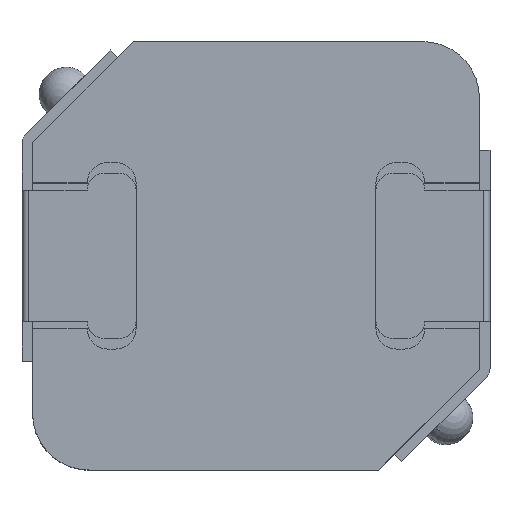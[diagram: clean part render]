
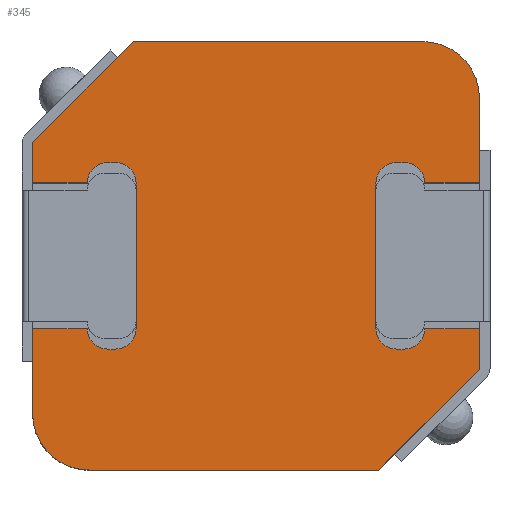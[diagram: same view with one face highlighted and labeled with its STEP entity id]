
A CAD part, top view. The second image highlights one B-rep face of the part: STEP entity #345.
In plain terms, the highlighted planar face has unit normal (0, 0, 1).
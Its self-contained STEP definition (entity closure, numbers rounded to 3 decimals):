
#43 = VERTEX_POINT('',#44);
#44 = CARTESIAN_POINT('',(3.39,2.39,3.));
#50 = EDGE_CURVE('',#43,#51,#53,.T.);
#51 = VERTEX_POINT('',#52);
#52 = CARTESIAN_POINT('',(2.53,3.25,3.));
#53 = CIRCLE('',#54,0.86);
#54 = AXIS2_PLACEMENT_3D('',#55,#56,#57);
#55 = CARTESIAN_POINT('',(2.53,2.39,3.));
#56 = DIRECTION('',(0.,0.,1.));
#57 = DIRECTION('',(1.,0.,0.));
#82 = EDGE_CURVE('',#43,#83,#85,.T.);
#83 = VERTEX_POINT('',#84);
#84 = CARTESIAN_POINT('',(3.39,1.105,3.));
#85 = LINE('',#86,#87);
#86 = CARTESIAN_POINT('',(3.39,2.39,3.));
#87 = VECTOR('',#88,1.);
#88 = DIRECTION('',(0.,-1.,0.));
#107 = VERTEX_POINT('',#108);
#108 = CARTESIAN_POINT('',(3.39,-1.105,3.));
#114 = EDGE_CURVE('',#107,#115,#117,.T.);
#115 = VERTEX_POINT('',#116);
#116 = CARTESIAN_POINT('',(3.39,-1.72,3.));
#117 = LINE('',#118,#119);
#118 = CARTESIAN_POINT('',(3.39,2.39,3.));
#119 = VECTOR('',#120,1.);
#120 = DIRECTION('',(0.,-1.,0.));
#178 = EDGE_CURVE('',#51,#179,#181,.T.);
#179 = VERTEX_POINT('',#180);
#180 = CARTESIAN_POINT('',(-1.86,3.25,3.));
#181 = LINE('',#182,#183);
#182 = CARTESIAN_POINT('',(2.53,3.25,3.));
#183 = VECTOR('',#184,1.);
#184 = DIRECTION('',(-1.,0.,0.));
#345 = ADVANCED_FACE('',(#346),#549,.F.);
#346 = FACE_BOUND('',#347,.F.);
#347 = EDGE_LOOP('',(#348,#349,#350,#358,#367,#375,#384,#392,#401,#409,
    #418,#424,#425,#433,#441,#450,#458,#466,#475,#483,#492,#500,#509,
    #517,#526,#534,#542,#548));
#348 = ORIENTED_EDGE('',*,*,#50,.F.);
#349 = ORIENTED_EDGE('',*,*,#82,.T.);
#350 = ORIENTED_EDGE('',*,*,#351,.F.);
#351 = EDGE_CURVE('',#352,#83,#354,.T.);
#352 = VERTEX_POINT('',#353);
#353 = CARTESIAN_POINT('',(2.56,1.105,3.));
#354 = LINE('',#355,#356);
#355 = CARTESIAN_POINT('',(2.56,1.105,3.));
#356 = VECTOR('',#357,1.);
#357 = DIRECTION('',(1.,0.,0.));
#358 = ORIENTED_EDGE('',*,*,#359,.T.);
#359 = EDGE_CURVE('',#352,#360,#362,.T.);
#360 = VERTEX_POINT('',#361);
#361 = CARTESIAN_POINT('',(2.25,1.415,3.));
#362 = CIRCLE('',#363,0.31);
#363 = AXIS2_PLACEMENT_3D('',#364,#365,#366);
#364 = CARTESIAN_POINT('',(2.25,1.105,3.));
#365 = DIRECTION('',(0.,0.,1.));
#366 = DIRECTION('',(1.,0.,0.));
#367 = ORIENTED_EDGE('',*,*,#368,.T.);
#368 = EDGE_CURVE('',#360,#369,#371,.T.);
#369 = VERTEX_POINT('',#370);
#370 = CARTESIAN_POINT('',(2.13,1.415,3.));
#371 = LINE('',#372,#373);
#372 = CARTESIAN_POINT('',(2.25,1.415,3.));
#373 = VECTOR('',#374,1.);
#374 = DIRECTION('',(-1.,0.,0.));
#375 = ORIENTED_EDGE('',*,*,#376,.T.);
#376 = EDGE_CURVE('',#369,#377,#379,.T.);
#377 = VERTEX_POINT('',#378);
#378 = CARTESIAN_POINT('',(1.82,1.105,3.));
#379 = CIRCLE('',#380,0.31);
#380 = AXIS2_PLACEMENT_3D('',#381,#382,#383);
#381 = CARTESIAN_POINT('',(2.13,1.105,3.));
#382 = DIRECTION('',(0.,0.,1.));
#383 = DIRECTION('',(1.,0.,0.));
#384 = ORIENTED_EDGE('',*,*,#385,.T.);
#385 = EDGE_CURVE('',#377,#386,#388,.T.);
#386 = VERTEX_POINT('',#387);
#387 = CARTESIAN_POINT('',(1.82,-1.105,3.));
#388 = LINE('',#389,#390);
#389 = CARTESIAN_POINT('',(1.82,1.105,3.));
#390 = VECTOR('',#391,1.);
#391 = DIRECTION('',(0.,-1.,0.));
#392 = ORIENTED_EDGE('',*,*,#393,.T.);
#393 = EDGE_CURVE('',#386,#394,#396,.T.);
#394 = VERTEX_POINT('',#395);
#395 = CARTESIAN_POINT('',(2.13,-1.415,3.));
#396 = CIRCLE('',#397,0.31);
#397 = AXIS2_PLACEMENT_3D('',#398,#399,#400);
#398 = CARTESIAN_POINT('',(2.13,-1.105,3.));
#399 = DIRECTION('',(0.,0.,1.));
#400 = DIRECTION('',(1.,0.,0.));
#401 = ORIENTED_EDGE('',*,*,#402,.F.);
#402 = EDGE_CURVE('',#403,#394,#405,.T.);
#403 = VERTEX_POINT('',#404);
#404 = CARTESIAN_POINT('',(2.25,-1.415,3.));
#405 = LINE('',#406,#407);
#406 = CARTESIAN_POINT('',(2.25,-1.415,3.));
#407 = VECTOR('',#408,1.);
#408 = DIRECTION('',(-1.,0.,0.));
#409 = ORIENTED_EDGE('',*,*,#410,.T.);
#410 = EDGE_CURVE('',#403,#411,#413,.T.);
#411 = VERTEX_POINT('',#412);
#412 = CARTESIAN_POINT('',(2.56,-1.105,3.));
#413 = CIRCLE('',#414,0.31);
#414 = AXIS2_PLACEMENT_3D('',#415,#416,#417);
#415 = CARTESIAN_POINT('',(2.25,-1.105,3.));
#416 = DIRECTION('',(0.,0.,1.));
#417 = DIRECTION('',(1.,0.,0.));
#418 = ORIENTED_EDGE('',*,*,#419,.F.);
#419 = EDGE_CURVE('',#107,#411,#420,.T.);
#420 = LINE('',#421,#422);
#421 = CARTESIAN_POINT('',(3.55,-1.105,3.));
#422 = VECTOR('',#423,1.);
#423 = DIRECTION('',(-1.,0.,0.));
#424 = ORIENTED_EDGE('',*,*,#114,.T.);
#425 = ORIENTED_EDGE('',*,*,#426,.T.);
#426 = EDGE_CURVE('',#115,#427,#429,.T.);
#427 = VERTEX_POINT('',#428);
#428 = CARTESIAN_POINT('',(1.86,-3.25,3.));
#429 = LINE('',#430,#431);
#430 = CARTESIAN_POINT('',(3.39,-1.72,3.));
#431 = VECTOR('',#432,1.);
#432 = DIRECTION('',(-0.707,-0.707,0.));
#433 = ORIENTED_EDGE('',*,*,#434,.T.);
#434 = EDGE_CURVE('',#427,#435,#437,.T.);
#435 = VERTEX_POINT('',#436);
#436 = CARTESIAN_POINT('',(-2.53,-3.25,3.));
#437 = LINE('',#438,#439);
#438 = CARTESIAN_POINT('',(1.86,-3.25,3.));
#439 = VECTOR('',#440,1.);
#440 = DIRECTION('',(-1.,0.,0.));
#441 = ORIENTED_EDGE('',*,*,#442,.F.);
#442 = EDGE_CURVE('',#443,#435,#445,.T.);
#443 = VERTEX_POINT('',#444);
#444 = CARTESIAN_POINT('',(-3.39,-2.39,3.));
#445 = CIRCLE('',#446,0.86);
#446 = AXIS2_PLACEMENT_3D('',#447,#448,#449);
#447 = CARTESIAN_POINT('',(-2.53,-2.39,3.));
#448 = DIRECTION('',(0.,0.,1.));
#449 = DIRECTION('',(1.,0.,0.));
#450 = ORIENTED_EDGE('',*,*,#451,.F.);
#451 = EDGE_CURVE('',#452,#443,#454,.T.);
#452 = VERTEX_POINT('',#453);
#453 = CARTESIAN_POINT('',(-3.39,-1.105,3.));
#454 = LINE('',#455,#456);
#455 = CARTESIAN_POINT('',(-3.39,1.72,3.));
#456 = VECTOR('',#457,1.);
#457 = DIRECTION('',(0.,-1.,0.));
#458 = ORIENTED_EDGE('',*,*,#459,.T.);
#459 = EDGE_CURVE('',#452,#460,#462,.T.);
#460 = VERTEX_POINT('',#461);
#461 = CARTESIAN_POINT('',(-2.56,-1.105,3.));
#462 = LINE('',#463,#464);
#463 = CARTESIAN_POINT('',(-3.55,-1.105,3.));
#464 = VECTOR('',#465,1.);
#465 = DIRECTION('',(1.,0.,0.));
#466 = ORIENTED_EDGE('',*,*,#467,.F.);
#467 = EDGE_CURVE('',#468,#460,#470,.T.);
#468 = VERTEX_POINT('',#469);
#469 = CARTESIAN_POINT('',(-2.25,-1.415,3.));
#470 = CIRCLE('',#471,0.31);
#471 = AXIS2_PLACEMENT_3D('',#472,#473,#474);
#472 = CARTESIAN_POINT('',(-2.25,-1.105,3.));
#473 = DIRECTION('',(0.,0.,-1.));
#474 = DIRECTION('',(-1.,-0.,-0.));
#475 = ORIENTED_EDGE('',*,*,#476,.T.);
#476 = EDGE_CURVE('',#468,#477,#479,.T.);
#477 = VERTEX_POINT('',#478);
#478 = CARTESIAN_POINT('',(-2.13,-1.415,3.));
#479 = LINE('',#480,#481);
#480 = CARTESIAN_POINT('',(-2.25,-1.415,3.));
#481 = VECTOR('',#482,1.);
#482 = DIRECTION('',(1.,0.,0.));
#483 = ORIENTED_EDGE('',*,*,#484,.F.);
#484 = EDGE_CURVE('',#485,#477,#487,.T.);
#485 = VERTEX_POINT('',#486);
#486 = CARTESIAN_POINT('',(-1.82,-1.105,3.));
#487 = CIRCLE('',#488,0.31);
#488 = AXIS2_PLACEMENT_3D('',#489,#490,#491);
#489 = CARTESIAN_POINT('',(-2.13,-1.105,3.));
#490 = DIRECTION('',(0.,0.,-1.));
#491 = DIRECTION('',(-1.,-0.,-0.));
#492 = ORIENTED_EDGE('',*,*,#493,.F.);
#493 = EDGE_CURVE('',#494,#485,#496,.T.);
#494 = VERTEX_POINT('',#495);
#495 = CARTESIAN_POINT('',(-1.82,1.105,3.));
#496 = LINE('',#497,#498);
#497 = CARTESIAN_POINT('',(-1.82,1.105,3.));
#498 = VECTOR('',#499,1.);
#499 = DIRECTION('',(-0.,-1.,-0.));
#500 = ORIENTED_EDGE('',*,*,#501,.F.);
#501 = EDGE_CURVE('',#502,#494,#504,.T.);
#502 = VERTEX_POINT('',#503);
#503 = CARTESIAN_POINT('',(-2.13,1.415,3.));
#504 = CIRCLE('',#505,0.31);
#505 = AXIS2_PLACEMENT_3D('',#506,#507,#508);
#506 = CARTESIAN_POINT('',(-2.13,1.105,3.));
#507 = DIRECTION('',(0.,0.,-1.));
#508 = DIRECTION('',(-1.,-0.,-0.));
#509 = ORIENTED_EDGE('',*,*,#510,.F.);
#510 = EDGE_CURVE('',#511,#502,#513,.T.);
#511 = VERTEX_POINT('',#512);
#512 = CARTESIAN_POINT('',(-2.25,1.415,3.));
#513 = LINE('',#514,#515);
#514 = CARTESIAN_POINT('',(-2.25,1.415,3.));
#515 = VECTOR('',#516,1.);
#516 = DIRECTION('',(1.,0.,0.));
#517 = ORIENTED_EDGE('',*,*,#518,.F.);
#518 = EDGE_CURVE('',#519,#511,#521,.T.);
#519 = VERTEX_POINT('',#520);
#520 = CARTESIAN_POINT('',(-2.56,1.105,3.));
#521 = CIRCLE('',#522,0.31);
#522 = AXIS2_PLACEMENT_3D('',#523,#524,#525);
#523 = CARTESIAN_POINT('',(-2.25,1.105,3.));
#524 = DIRECTION('',(0.,0.,-1.));
#525 = DIRECTION('',(-1.,-0.,-0.));
#526 = ORIENTED_EDGE('',*,*,#527,.T.);
#527 = EDGE_CURVE('',#519,#528,#530,.T.);
#528 = VERTEX_POINT('',#529);
#529 = CARTESIAN_POINT('',(-3.39,1.105,3.));
#530 = LINE('',#531,#532);
#531 = CARTESIAN_POINT('',(-2.56,1.105,3.));
#532 = VECTOR('',#533,1.);
#533 = DIRECTION('',(-1.,-0.,-0.));
#534 = ORIENTED_EDGE('',*,*,#535,.F.);
#535 = EDGE_CURVE('',#536,#528,#538,.T.);
#536 = VERTEX_POINT('',#537);
#537 = CARTESIAN_POINT('',(-3.39,1.72,3.));
#538 = LINE('',#539,#540);
#539 = CARTESIAN_POINT('',(-3.39,1.72,3.));
#540 = VECTOR('',#541,1.);
#541 = DIRECTION('',(0.,-1.,0.));
#542 = ORIENTED_EDGE('',*,*,#543,.F.);
#543 = EDGE_CURVE('',#179,#536,#544,.T.);
#544 = LINE('',#545,#546);
#545 = CARTESIAN_POINT('',(-1.86,3.25,3.));
#546 = VECTOR('',#547,1.);
#547 = DIRECTION('',(-0.707,-0.707,0.));
#548 = ORIENTED_EDGE('',*,*,#178,.F.);
#549 = PLANE('',#550);
#550 = AXIS2_PLACEMENT_3D('',#551,#552,#553);
#551 = CARTESIAN_POINT('',(3.39,2.39,3.));
#552 = DIRECTION('',(0.,0.,-1.));
#553 = DIRECTION('',(-1.,0.,0.));
